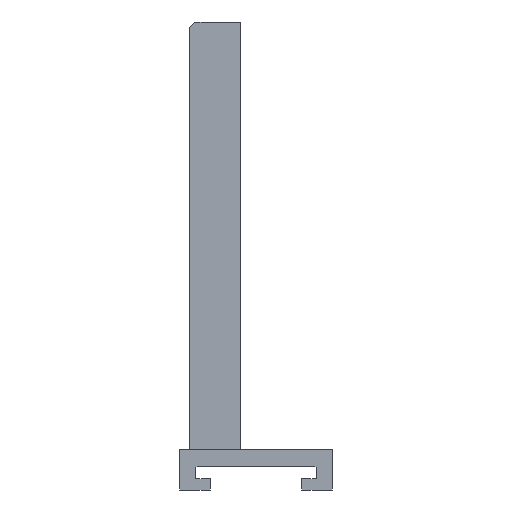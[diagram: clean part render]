
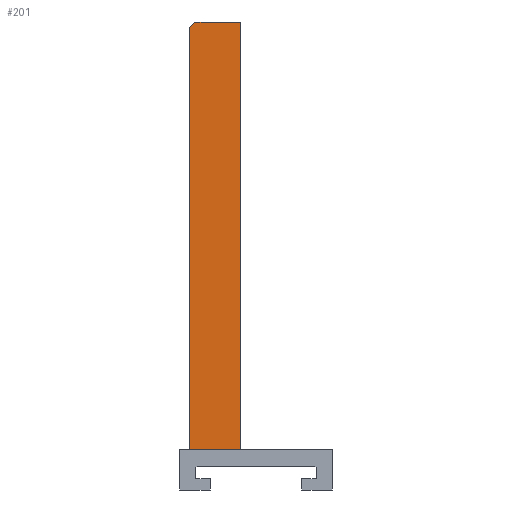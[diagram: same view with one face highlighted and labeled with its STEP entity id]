
A CAD part, left-side view. The second image highlights one B-rep face of the part: STEP entity #201.
In plain terms, the highlighted planar face has unit normal (-1, 0, 0).
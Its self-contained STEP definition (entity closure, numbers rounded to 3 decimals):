
#201=ADVANCED_FACE('',(#431),#432,.T.);
#431=FACE_OUTER_BOUND('',#694,.T.);
#432=PLANE('',#695);
#694=EDGE_LOOP('',(#1205,#1206,#1207,#1208,#1209));
#695=AXIS2_PLACEMENT_3D('',#1210,#1211,#1212);
#1205=ORIENTED_EDGE('',*,*,#1706,.T.);
#1206=ORIENTED_EDGE('',*,*,#1707,.F.);
#1207=ORIENTED_EDGE('',*,*,#1708,.F.);
#1208=ORIENTED_EDGE('',*,*,#1709,.T.);
#1209=ORIENTED_EDGE('',*,*,#1710,.F.);
#1210=CARTESIAN_POINT('',(-200.0,65.0,19.75));
#1211=DIRECTION('',(-1.0,0.,0.0));
#1212=DIRECTION('',(0.0,0.0,-1.0));
#1706=EDGE_CURVE('',#2076,#2077,#2078,.T.);
#1707=EDGE_CURVE('',#2079,#2077,#2080,.T.);
#1708=EDGE_CURVE('',#2081,#2079,#2082,.T.);
#1709=EDGE_CURVE('',#2081,#2083,#2084,.T.);
#1710=EDGE_CURVE('',#2076,#2083,#2085,.T.);
#2076=VERTEX_POINT('',#2598);
#2077=VERTEX_POINT('',#2599);
#2078=LINE('',#2600,#2601);
#2079=VERTEX_POINT('',#2602);
#2080=LINE('',#2603,#2604);
#2081=VERTEX_POINT('',#2605);
#2082=LINE('',#2606,#2607);
#2083=VERTEX_POINT('',#2608);
#2084=LINE('',#2609,#2610);
#2085=LINE('',#2611,#2612);
#2598=CARTESIAN_POINT('',(-200.0,60.0,439.75));
#2599=CARTESIAN_POINT('',(-200.0,65.0,434.75));
#2600=CARTESIAN_POINT('',(-200.0,60.0,439.75));
#2601=VECTOR('',#3024,7.071);
#2602=CARTESIAN_POINT('',(-200.0,65.0,19.75));
#2603=CARTESIAN_POINT('',(-200.0,65.0,19.75));
#2604=VECTOR('',#3025,415.0);
#2605=CARTESIAN_POINT('',(-200.0,15.0,19.75));
#2606=CARTESIAN_POINT('',(-200.0,70.0,19.75));
#2607=VECTOR('',#3026,1.0);
#2608=CARTESIAN_POINT('',(-200.0,15.0,439.75));
#2609=CARTESIAN_POINT('',(-200.0,15.0,19.75));
#2610=VECTOR('',#3027,420.0);
#2611=CARTESIAN_POINT('',(-200.0,60.0,439.75));
#2612=VECTOR('',#3028,45.0);
#3024=DIRECTION('',(0.,0.707,-0.707));
#3025=DIRECTION('',(0.0,0.0,1.0));
#3026=DIRECTION('',(0.,1.0,-0.0));
#3027=DIRECTION('',(0.0,0.0,1.0));
#3028=DIRECTION('',(0.,-1.0,0.0));
